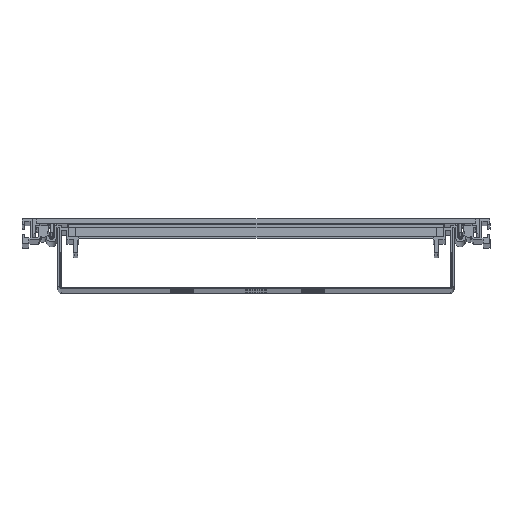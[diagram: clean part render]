
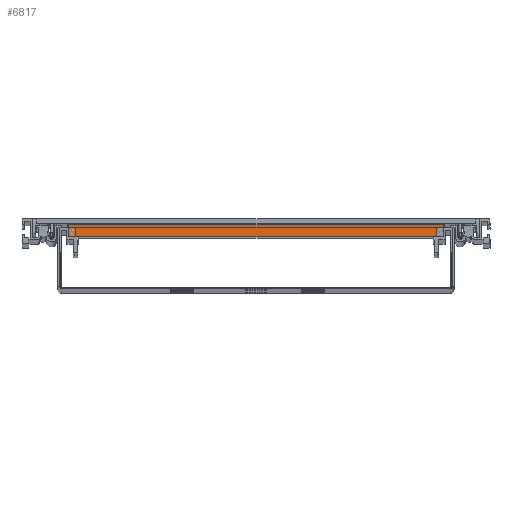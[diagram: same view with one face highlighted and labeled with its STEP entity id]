
A CAD part, top view. The second image highlights one B-rep face of the part: STEP entity #6817.
In plain terms, the highlighted face is planar.
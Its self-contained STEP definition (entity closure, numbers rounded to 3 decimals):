
#832 = VECTOR ( 'NONE', #1340, 1000. ) ;
#1293 = CARTESIAN_POINT ( 'NONE',  ( 19.65, 0., 161.25 ) ) ;
#1340 = DIRECTION ( 'NONE',  ( 0., 1., 0. ) ) ;
#1662 = LINE ( 'NONE', #8312, #4959 ) ;
#1800 = ORIENTED_EDGE ( 'NONE', *, *, #9800, .T. ) ;
#2547 = EDGE_CURVE ( 'NONE', #2669, #4514, #6174, .T. ) ;
#2664 = CARTESIAN_POINT ( 'NONE',  ( 19.65, -10., -161.25 ) ) ;
#2669 = VERTEX_POINT ( 'NONE', #2664 ) ;
#2879 = VECTOR ( 'NONE', #5330, 1000. ) ;
#3006 = ORIENTED_EDGE ( 'NONE', *, *, #10406, .F. ) ;
#3182 = ORIENTED_EDGE ( 'NONE', *, *, #3839, .F. ) ;
#3453 = LINE ( 'NONE', #11226, #832 ) ;
#3839 = EDGE_CURVE ( 'NONE', #8445, #12545, #3453, .T. ) ;
#3887 = ORIENTED_EDGE ( 'NONE', *, *, #2547, .T. ) ;
#4514 = VERTEX_POINT ( 'NONE', #5607 ) ;
#4959 = VECTOR ( 'NONE', #12940, 1000. ) ;
#5330 = DIRECTION ( 'NONE',  ( 0., 0., -1. ) ) ;
#5607 = CARTESIAN_POINT ( 'NONE',  ( 19.65, 0., -161.25 ) ) ;
#6108 = DIRECTION ( 'NONE',  ( 0., 0., 1. ) ) ;
#6174 = LINE ( 'NONE', #7411, #13791 ) ;
#6817 = ADVANCED_FACE ( 'NONE', ( #13798 ), #13588, .F. ) ;
#6995 = CARTESIAN_POINT ( 'NONE',  ( 19.65, 0., 161.25 ) ) ;
#7411 = CARTESIAN_POINT ( 'NONE',  ( 19.65, 0., -161.25 ) ) ;
#8280 = DIRECTION ( 'NONE',  ( -1., 0., 0. ) ) ;
#8312 = CARTESIAN_POINT ( 'NONE',  ( 19.65, -10., 161.25 ) ) ;
#8445 = VERTEX_POINT ( 'NONE', #13179 ) ;
#8509 = CARTESIAN_POINT ( 'NONE',  ( 19.65, 0., 161.25 ) ) ;
#9800 = EDGE_CURVE ( 'NONE', #8445, #2669, #1662, .T. ) ;
#10309 = AXIS2_PLACEMENT_3D ( 'NONE', #6995, #8280, #6108 ) ;
#10406 = EDGE_CURVE ( 'NONE', #12545, #4514, #14023, .T. ) ;
#11226 = CARTESIAN_POINT ( 'NONE',  ( 19.65, 0., 161.25 ) ) ;
#12545 = VERTEX_POINT ( 'NONE', #1293 ) ;
#12899 = DIRECTION ( 'NONE',  ( 0., 1., 0. ) ) ;
#12940 = DIRECTION ( 'NONE',  ( 0., 0., -1. ) ) ;
#13003 = EDGE_LOOP ( 'NONE', ( #3887, #3006, #3182, #1800 ) ) ;
#13179 = CARTESIAN_POINT ( 'NONE',  ( 19.65, -10., 161.25 ) ) ;
#13588 = PLANE ( 'NONE',  #10309 ) ;
#13791 = VECTOR ( 'NONE', #12899, 1000. ) ;
#13798 = FACE_OUTER_BOUND ( 'NONE', #13003, .T. ) ;
#14023 = LINE ( 'NONE', #8509, #2879 ) ;
